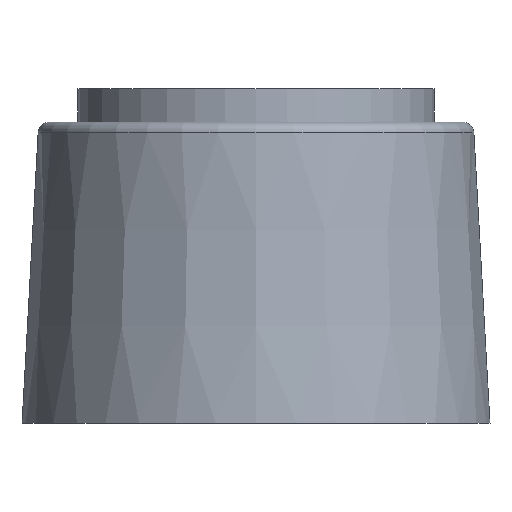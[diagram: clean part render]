
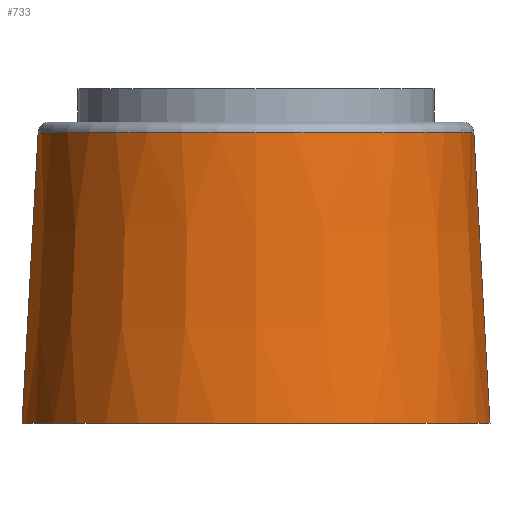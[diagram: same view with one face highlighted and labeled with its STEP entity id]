
A CAD part, front view. The second image highlights one B-rep face of the part: STEP entity #733.
In plain terms, the highlighted conical face has half-angle 3.18 degrees and reference radius 9.75 mm.
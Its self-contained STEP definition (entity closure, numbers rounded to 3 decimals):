
#23 = EDGE_CURVE ( 'NONE', #490, #155, #746, .T. ) ;
#39 = ORIENTED_EDGE ( 'NONE', *, *, #317, .T. ) ;
#69 = AXIS2_PLACEMENT_3D ( 'NONE', #674, #1145, #1113 ) ;
#155 = VERTEX_POINT ( 'NONE', #193 ) ;
#193 = CARTESIAN_POINT ( 'NONE',  ( 10.5, 0., 15. ) ) ;
#265 = CIRCLE ( 'NONE', #502, 10.5 ) ;
#274 = CARTESIAN_POINT ( 'NONE',  ( -9.776, 0., 1.972 ) ) ;
#317 = EDGE_CURVE ( 'NONE', #1651, #1043, #449, .T. ) ;
#358 = VECTOR ( 'NONE', #1894, 1000. ) ;
#406 = EDGE_CURVE ( 'NONE', #490, #1651, #741, .T. ) ;
#449 = LINE ( 'NONE', #1283, #1623 ) ;
#490 = VERTEX_POINT ( 'NONE', #1546 ) ;
#502 = AXIS2_PLACEMENT_3D ( 'NONE', #1478, #1074, #1486 ) ;
#545 = ORIENTED_EDGE ( 'NONE', *, *, #406, .T. ) ;
#664 = ORIENTED_EDGE ( 'NONE', *, *, #23, .F. ) ;
#674 = CARTESIAN_POINT ( 'NONE',  ( 0., 0., 1.5 ) ) ;
#697 = FACE_OUTER_BOUND ( 'NONE', #1817, .T. ) ;
#733 = ADVANCED_FACE ( 'NONE', ( #697 ), #1038, .T. ) ;
#741 = CIRCLE ( 'NONE', #964, 9.776 ) ;
#746 = LINE ( 'NONE', #1091, #358 ) ;
#964 = AXIS2_PLACEMENT_3D ( 'NONE', #1278, #1456, #1482 ) ;
#974 = EDGE_CURVE ( 'NONE', #1043, #155, #265, .T. ) ;
#1038 = CONICAL_SURFACE ( 'NONE', #69, 9.75, 0.055 ) ;
#1043 = VERTEX_POINT ( 'NONE', #1731 ) ;
#1074 = DIRECTION ( 'NONE',  ( 0., 0., -1. ) ) ;
#1091 = CARTESIAN_POINT ( 'NONE',  ( 9.75, 0., 1.5 ) ) ;
#1113 = DIRECTION ( 'NONE',  ( 1., 0., 0. ) ) ;
#1145 = DIRECTION ( 'NONE',  ( 0., 0., 1. ) ) ;
#1278 = CARTESIAN_POINT ( 'NONE',  ( 0., 0., 1.972 ) ) ;
#1283 = CARTESIAN_POINT ( 'NONE',  ( -9.75, 0., 1.5 ) ) ;
#1298 = DIRECTION ( 'NONE',  ( -0.055, 0., 0.998 ) ) ;
#1456 = DIRECTION ( 'NONE',  ( 0., 0., 1. ) ) ;
#1478 = CARTESIAN_POINT ( 'NONE',  ( 0., 0., 15. ) ) ;
#1482 = DIRECTION ( 'NONE',  ( -1., 0., 0. ) ) ;
#1486 = DIRECTION ( 'NONE',  ( -1., 0., 0. ) ) ;
#1546 = CARTESIAN_POINT ( 'NONE',  ( 9.776, 0., 1.972 ) ) ;
#1623 = VECTOR ( 'NONE', #1298, 1000. ) ;
#1651 = VERTEX_POINT ( 'NONE', #274 ) ;
#1731 = CARTESIAN_POINT ( 'NONE',  ( -10.5, 0., 15. ) ) ;
#1756 = ORIENTED_EDGE ( 'NONE', *, *, #974, .T. ) ;
#1817 = EDGE_LOOP ( 'NONE', ( #545, #39, #1756, #664 ) ) ;
#1894 = DIRECTION ( 'NONE',  ( 0.055, 0., 0.998 ) ) ;
